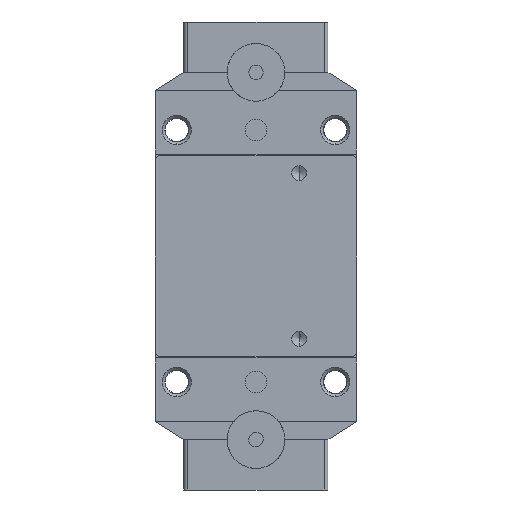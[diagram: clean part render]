
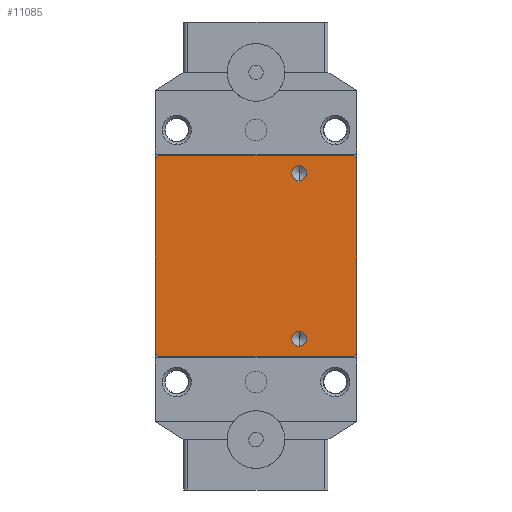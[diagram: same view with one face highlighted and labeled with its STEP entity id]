
A CAD part, left-side view. The second image highlights one B-rep face of the part: STEP entity #11085.
In plain terms, the highlighted planar face has unit normal (-1, 0, 0).
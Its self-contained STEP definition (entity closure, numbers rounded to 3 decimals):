
#637 = CARTESIAN_POINT ( 'NONE',  ( -16.425, 14.153, 37. ) ) ;
#1309 = VECTOR ( 'NONE', #16543, 1000. ) ;
#1813 = LINE ( 'NONE', #23349, #29818 ) ;
#2163 = CARTESIAN_POINT ( 'NONE',  ( -16.425, -5.347, 38.475 ) ) ;
#2910 = ORIENTED_EDGE ( 'NONE', *, *, #4901, .F. ) ;
#3985 = VECTOR ( 'NONE', #23246, 1000. ) ;
#4178 = VERTEX_POINT ( 'NONE', #31713 ) ;
#4901 = EDGE_CURVE ( 'NONE', #18456, #21244, #18857, .T. ) ;
#5287 = CARTESIAN_POINT ( 'NONE',  ( -16.425, 14.653, 37.5 ) ) ;
#5442 = CARTESIAN_POINT ( 'NONE',  ( -16.425, 0.653, 51. ) ) ;
#5644 = ORIENTED_EDGE ( 'NONE', *, *, #24959, .T. ) ;
#5913 = VECTOR ( 'NONE', #7713, 1000. ) ;
#5919 = DIRECTION ( 'NONE',  ( 0., -1., 0. ) ) ;
#5994 = DIRECTION ( 'NONE',  ( 0., 0.707, -0.707 ) ) ;
#6375 = LINE ( 'NONE', #10467, #5913 ) ;
#6728 = VECTOR ( 'NONE', #12156, 1000. ) ;
#6742 = DIRECTION ( 'NONE',  ( 0., 0., 1. ) ) ;
#7610 = ORIENTED_EDGE ( 'NONE', *, *, #16176, .F. ) ;
#7713 = DIRECTION ( 'NONE',  ( 0., 1., 0. ) ) ;
#8397 = CARTESIAN_POINT ( 'NONE',  ( -16.425, 14.153, 65. ) ) ;
#8629 = EDGE_CURVE ( 'NONE', #32615, #16136, #11953, .T. ) ;
#8870 = CARTESIAN_POINT ( 'NONE',  ( -16.425, -12.847, 37. ) ) ;
#9063 = DIRECTION ( 'NONE',  ( 0., 0., 1. ) ) ;
#9139 = CARTESIAN_POINT ( 'NONE',  ( -16.425, -5.347, 63.525 ) ) ;
#9743 = CARTESIAN_POINT ( 'NONE',  ( -16.425, -5.347, 40.525 ) ) ;
#9898 = EDGE_CURVE ( 'NONE', #21244, #18456, #18521, .T. ) ;
#10255 = VECTOR ( 'NONE', #5919, 1000. ) ;
#10467 = CARTESIAN_POINT ( 'NONE',  ( -16.425, 0.653, 37. ) ) ;
#10693 = CARTESIAN_POINT ( 'NONE',  ( -16.425, -12.847, 65. ) ) ;
#11071 = LINE ( 'NONE', #31767, #30574 ) ;
#11085 = ADVANCED_FACE ( 'NONE', ( #12550, #31226, #17194 ), #29774, .F. ) ;
#11822 = CARTESIAN_POINT ( 'NONE',  ( -16.425, 14.653, 64.5 ) ) ;
#11953 = LINE ( 'NONE', #30255, #10255 ) ;
#12156 = DIRECTION ( 'NONE',  ( 0., -0.707, -0.707 ) ) ;
#12550 = FACE_BOUND ( 'NONE', #33683, .T. ) ;
#12696 = LINE ( 'NONE', #30996, #6728 ) ;
#13325 = VECTOR ( 'NONE', #5994, 1000. ) ;
#13673 = VERTEX_POINT ( 'NONE', #16336 ) ;
#13757 = CARTESIAN_POINT ( 'NONE',  ( -16.425, -13.347, 64.5 ) ) ;
#13970 = EDGE_CURVE ( 'NONE', #26305, #24021, #17027, .T. ) ;
#15059 = EDGE_LOOP ( 'NONE', ( #17075, #28755 ) ) ;
#15444 = LINE ( 'NONE', #8397, #13325 ) ;
#15510 = AXIS2_PLACEMENT_3D ( 'NONE', #27917, #33335, #9063 ) ;
#15528 = DIRECTION ( 'NONE',  ( -1., 0., 0. ) ) ;
#16037 = EDGE_CURVE ( 'NONE', #34286, #18230, #11071, .T. ) ;
#16136 = VERTEX_POINT ( 'NONE', #10693 ) ;
#16176 = EDGE_CURVE ( 'NONE', #13673, #28838, #6375, .T. ) ;
#16336 = CARTESIAN_POINT ( 'NONE',  ( -16.425, -12.847, 37. ) ) ;
#16543 = DIRECTION ( 'NONE',  ( 0., -0.707, 0.707 ) ) ;
#16797 = AXIS2_PLACEMENT_3D ( 'NONE', #20374, #33735, #6742 ) ;
#16905 = EDGE_LOOP ( 'NONE', ( #27041, #19671, #7610, #34036, #22704, #5644, #25698, #22446 ) ) ;
#17027 = CIRCLE ( 'NONE', #16797, 1.025 ) ;
#17075 = ORIENTED_EDGE ( 'NONE', *, *, #33267, .F. ) ;
#17194 = FACE_OUTER_BOUND ( 'NONE', #16905, .T. ) ;
#17460 = CARTESIAN_POINT ( 'NONE',  ( -16.425, 14.153, 65. ) ) ;
#17882 = AXIS2_PLACEMENT_3D ( 'NONE', #5442, #35105, #32598 ) ;
#18191 = EDGE_CURVE ( 'NONE', #34286, #28838, #12696, .T. ) ;
#18230 = VERTEX_POINT ( 'NONE', #11822 ) ;
#18249 = DIRECTION ( 'NONE',  ( 0., 0.707, 0.707 ) ) ;
#18456 = VERTEX_POINT ( 'NONE', #2163 ) ;
#18521 = CIRCLE ( 'NONE', #24433, 1.025 ) ;
#18857 = CIRCLE ( 'NONE', #15510, 1.025 ) ;
#19496 = CARTESIAN_POINT ( 'NONE',  ( -16.425, -5.347, 61.475 ) ) ;
#19671 = ORIENTED_EDGE ( 'NONE', *, *, #18191, .T. ) ;
#20374 = CARTESIAN_POINT ( 'NONE',  ( -16.425, -5.347, 62.5 ) ) ;
#20992 = LINE ( 'NONE', #31213, #3985 ) ;
#21244 = VERTEX_POINT ( 'NONE', #9743 ) ;
#22446 = ORIENTED_EDGE ( 'NONE', *, *, #28373, .T. ) ;
#22704 = ORIENTED_EDGE ( 'NONE', *, *, #29281, .F. ) ;
#23246 = DIRECTION ( 'NONE',  ( 0., 0., -1. ) ) ;
#23311 = DIRECTION ( 'NONE',  ( -1., 0., 0. ) ) ;
#23349 = CARTESIAN_POINT ( 'NONE',  ( -16.425, -13.347, 64.5 ) ) ;
#24021 = VERTEX_POINT ( 'NONE', #9139 ) ;
#24433 = AXIS2_PLACEMENT_3D ( 'NONE', #28349, #23311, #33983 ) ;
#24959 = EDGE_CURVE ( 'NONE', #29604, #16136, #1813, .T. ) ;
#25483 = LINE ( 'NONE', #8870, #1309 ) ;
#25698 = ORIENTED_EDGE ( 'NONE', *, *, #8629, .F. ) ;
#26305 = VERTEX_POINT ( 'NONE', #19496 ) ;
#26441 = DIRECTION ( 'NONE',  ( 0., 0., 1. ) ) ;
#26788 = EDGE_CURVE ( 'NONE', #13673, #4178, #25483, .T. ) ;
#27041 = ORIENTED_EDGE ( 'NONE', *, *, #16037, .F. ) ;
#27527 = CIRCLE ( 'NONE', #27822, 1.025 ) ;
#27822 = AXIS2_PLACEMENT_3D ( 'NONE', #31527, #15528, #26441 ) ;
#27917 = CARTESIAN_POINT ( 'NONE',  ( -16.425, -5.347, 39.5 ) ) ;
#28349 = CARTESIAN_POINT ( 'NONE',  ( -16.425, -5.347, 39.5 ) ) ;
#28373 = EDGE_CURVE ( 'NONE', #32615, #18230, #15444, .T. ) ;
#28755 = ORIENTED_EDGE ( 'NONE', *, *, #13970, .F. ) ;
#28838 = VERTEX_POINT ( 'NONE', #637 ) ;
#29281 = EDGE_CURVE ( 'NONE', #29604, #4178, #20992, .T. ) ;
#29604 = VERTEX_POINT ( 'NONE', #13757 ) ;
#29774 = PLANE ( 'NONE',  #17882 ) ;
#29818 = VECTOR ( 'NONE', #18249, 1000. ) ;
#30025 = ORIENTED_EDGE ( 'NONE', *, *, #9898, .F. ) ;
#30255 = CARTESIAN_POINT ( 'NONE',  ( -16.425, 0.653, 65. ) ) ;
#30574 = VECTOR ( 'NONE', #31525, 1000. ) ;
#30996 = CARTESIAN_POINT ( 'NONE',  ( -16.425, 14.653, 37.5 ) ) ;
#31213 = CARTESIAN_POINT ( 'NONE',  ( -16.425, -13.347, 51. ) ) ;
#31226 = FACE_BOUND ( 'NONE', #15059, .T. ) ;
#31525 = DIRECTION ( 'NONE',  ( 0., 0., 1. ) ) ;
#31527 = CARTESIAN_POINT ( 'NONE',  ( -16.425, -5.347, 62.5 ) ) ;
#31713 = CARTESIAN_POINT ( 'NONE',  ( -16.425, -13.347, 37.5 ) ) ;
#31767 = CARTESIAN_POINT ( 'NONE',  ( -16.425, 14.653, 51. ) ) ;
#32598 = DIRECTION ( 'NONE',  ( 0., 0., 1. ) ) ;
#32615 = VERTEX_POINT ( 'NONE', #17460 ) ;
#33267 = EDGE_CURVE ( 'NONE', #24021, #26305, #27527, .T. ) ;
#33335 = DIRECTION ( 'NONE',  ( -1., 0., 0. ) ) ;
#33683 = EDGE_LOOP ( 'NONE', ( #30025, #2910 ) ) ;
#33735 = DIRECTION ( 'NONE',  ( -1., 0., 0. ) ) ;
#33983 = DIRECTION ( 'NONE',  ( 0., 0., 1. ) ) ;
#34036 = ORIENTED_EDGE ( 'NONE', *, *, #26788, .T. ) ;
#34286 = VERTEX_POINT ( 'NONE', #5287 ) ;
#35105 = DIRECTION ( 'NONE',  ( 1., 0., 0. ) ) ;
